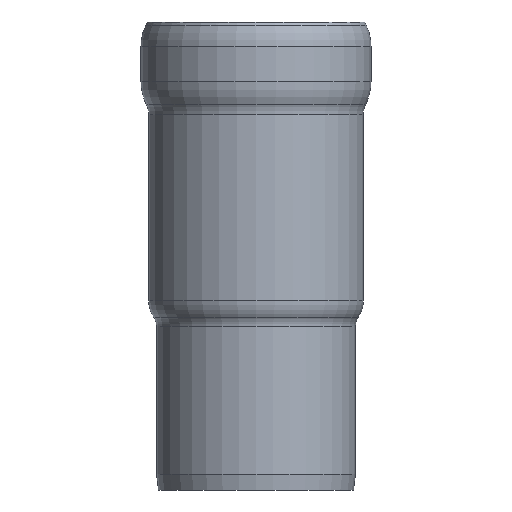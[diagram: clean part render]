
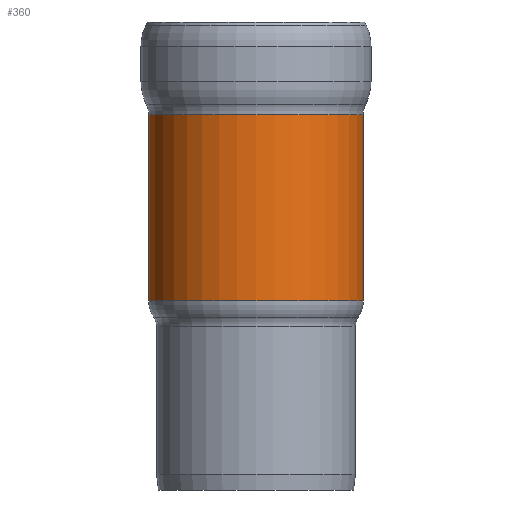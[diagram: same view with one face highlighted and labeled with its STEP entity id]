
A CAD part, front view. The second image highlights one B-rep face of the part: STEP entity #360.
In plain terms, the highlighted cylindrical face has radius 550 mm (diameter 1100 mm), a full revolution.
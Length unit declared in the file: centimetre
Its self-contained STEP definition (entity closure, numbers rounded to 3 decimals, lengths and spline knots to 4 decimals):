
#29=CYLINDRICAL_SURFACE('',#402,55.);
#41=FACE_OUTER_BOUND('',#63,.T.);
#63=EDGE_LOOP('',(#275,#276,#277,#278,#279,#280));
#81=LINE('',#635,#92);
#92=VECTOR('',#504,55.);
#108=CIRCLE('',#391,55.);
#109=CIRCLE('',#392,55.);
#116=CIRCLE('',#403,55.);
#117=CIRCLE('',#404,55.);
#152=VERTEX_POINT('',#616);
#153=VERTEX_POINT('',#618);
#157=VERTEX_POINT('',#634);
#158=VERTEX_POINT('',#636);
#192=EDGE_CURVE('',#152,#153,#108,.T.);
#193=EDGE_CURVE('',#153,#152,#109,.T.);
#200=EDGE_CURVE('',#153,#157,#81,.T.);
#201=EDGE_CURVE('',#157,#158,#116,.T.);
#202=EDGE_CURVE('',#158,#157,#117,.T.);
#275=ORIENTED_EDGE('',*,*,#193,.F.);
#276=ORIENTED_EDGE('',*,*,#200,.T.);
#277=ORIENTED_EDGE('',*,*,#201,.T.);
#278=ORIENTED_EDGE('',*,*,#202,.T.);
#279=ORIENTED_EDGE('',*,*,#200,.F.);
#280=ORIENTED_EDGE('',*,*,#192,.F.);
#360=ADVANCED_FACE('',(#41),#29,.T.);
#391=AXIS2_PLACEMENT_3D('',#619,#480,#481);
#392=AXIS2_PLACEMENT_3D('',#620,#482,#483);
#402=AXIS2_PLACEMENT_3D('',#633,#502,#503);
#403=AXIS2_PLACEMENT_3D('',#637,#505,#506);
#404=AXIS2_PLACEMENT_3D('',#638,#507,#508);
#480=DIRECTION('center_axis',(0.,0.,
-1.));
#481=DIRECTION('ref_axis',(1.,0.,0.));
#482=DIRECTION('center_axis',(0.,0.,
-1.));
#483=DIRECTION('ref_axis',(1.,0.,0.));
#502=DIRECTION('center_axis',(0.,0.,
-1.));
#503=DIRECTION('ref_axis',(1.,0.,0.));
#504=DIRECTION('',(0.,0.,1.));
#505=DIRECTION('center_axis',(0.,0.,
-1.));
#506=DIRECTION('ref_axis',(1.,0.,0.));
#507=DIRECTION('center_axis',(0.,0.,
-1.));
#508=DIRECTION('ref_axis',(1.,0.,0.));
#616=CARTESIAN_POINT('',(0.,-55.,96.9275));
#618=CARTESIAN_POINT('',(-55.,0.,96.9275));
#619=CARTESIAN_POINT('Origin',(0.,0.,96.9275));
#620=CARTESIAN_POINT('Origin',(0.,0.,96.9275));
#633=CARTESIAN_POINT('Origin',(0.,0.,
184.7137));
#634=CARTESIAN_POINT('',(-55.,0.,192.5));
#635=CARTESIAN_POINT('',(-55.,0.,184.7137));
#636=CARTESIAN_POINT('',(0.,-55.,192.5));
#637=CARTESIAN_POINT('Origin',(0.,0.,
192.5));
#638=CARTESIAN_POINT('Origin',(0.,0.,
192.5));
